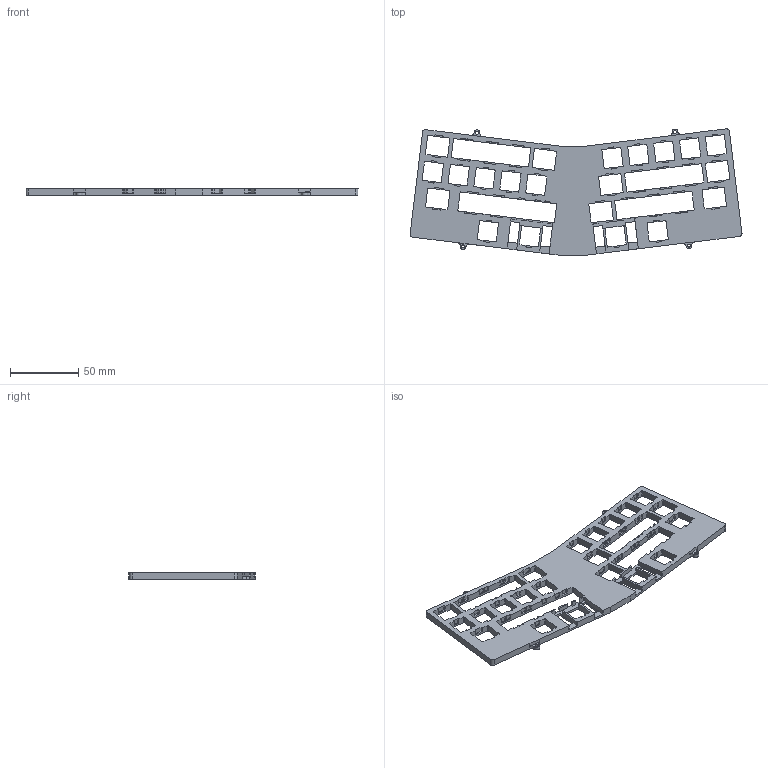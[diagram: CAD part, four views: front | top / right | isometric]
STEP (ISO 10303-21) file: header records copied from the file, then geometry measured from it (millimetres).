
FILE_DESCRIPTION(/* description */ (''),/* implementation_level */ '2;1');
FILE_NAME(/* name */ 'La Cuillere - Plate.step',/* time_stamp */ '2024-04-07T11:23:42-04:00',/* author */ (''),/* organization */ (''),/* preprocessor_version */ 'ST-DEVELOPER v20',/* originating_system */ 'Autodesk Translation Framework v12.20.1.177',/* authorisation */ '');
FILE_SCHEMA (('AUTOMOTIVE_DESIGN { 1 0 10303 214 3 1 1 }'));
Length unit declared in the file: millimetre
Products named in the file (1): La Cuillere - Plate
Bounding box: 242.61 x 92.29 x 5 mm (x, y, z)
Volume: 50018.9 mm3; surface area: 34363.2 mm2
Topology: 1 solids, 1 shells, 850 faces, 2567 edges, 1711 vertices
Faces by surface type: plane 525, bspline 321, cylinder 4
Full cylindrical faces by diameter (mm): 2.1 x1, 2.2 x3
Entity records: 30784 total; most frequent: CARTESIAN_POINT 9770, ORIENTED_EDGE 5138, DIRECTION 3009, EDGE_CURVE 2569, LINE 1907, VECTOR 1907, VERTEX_POINT 1711, EDGE_LOOP 908
